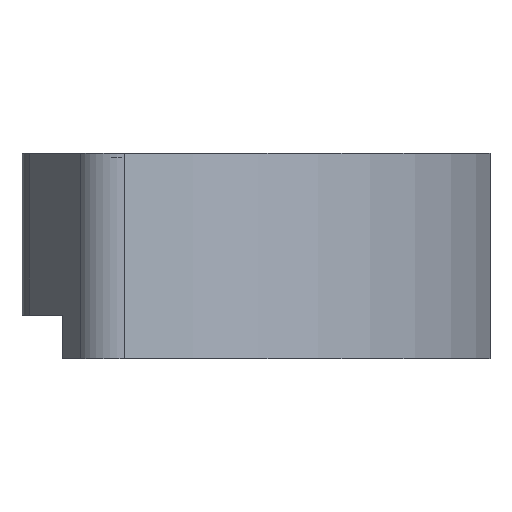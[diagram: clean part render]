
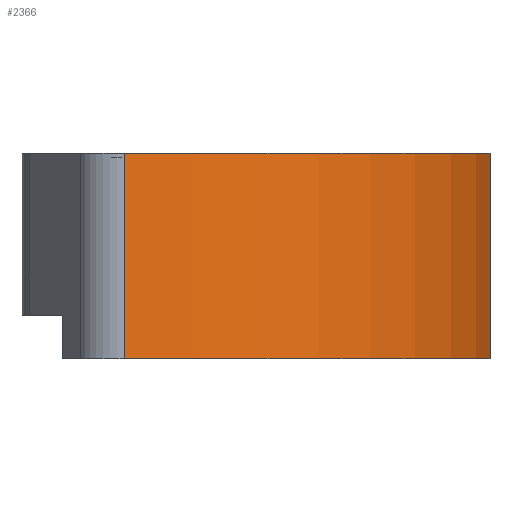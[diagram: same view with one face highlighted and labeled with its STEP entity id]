
A CAD part, front view. The second image highlights one B-rep face of the part: STEP entity #2366.
In plain terms, the highlighted cylindrical face has radius 201.85 mm (diameter 403.701 mm), a partial arc.
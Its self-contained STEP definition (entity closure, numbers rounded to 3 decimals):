
#854=CARTESIAN_POINT('POINT81',(-7.555,
   -384.542,1.969));
#855=VERTEX_POINT('VERTEX81',#854);
#863=CARTESIAN_POINT('POINT82',(157.999,
   -210.505,1.969));
#864=VERTEX_POINT('VERTEX82',#863);
#865=CARTESIAN_POINT('POS91',(-42.323,
   -185.709,1.969));
#866=DIRECTION('DIR144',(0.,0.,1.));
#867=DIRECTION('DIR145',(0.725,-0.689,
   0.));
#868=AXIS2_PLACEMENT_3D('AXIS54',#865,#866,#867);
#869=CIRCLE('ELLIPSE32',#868,201.85);
#870=EDGE_CURVE('EDGE95',#855,#864,#869,.T.);
#2317=CARTESIAN_POINT('POINT210',(-7.555,
   -384.542,-90.984));
#2318=VERTEX_POINT('VERTEX210',#2317);
#2319=CARTESIAN_POINT('POS230',(-7.555,
   -384.542,0.));
#2320=DIRECTION('DIR364',(0.,0.,1.));
#2321=VECTOR('VEC96',#2320,1.);
#2322=LINE('STRAIGHT96',#2319,#2321);
#2323=EDGE_CURVE('EDGE260',#2318,#855,#2322,.T.);
#2342=ORIENTED_EDGE('COEDGE368',*,*,#2323,.F.);
#2343=CARTESIAN_POINT('POINT211',(157.999,
   -210.505,-90.984));
#2344=VERTEX_POINT('VERTEX211',#2343);
#2345=CARTESIAN_POINT('POS233',(-42.323,
   -185.709,-90.984));
#2346=DIRECTION('DIR369',(0.,0.,1.));
#2347=DIRECTION('DIR370',(0.725,-0.689,
   0.));
#2348=AXIS2_PLACEMENT_3D('AXIS137',#2345,#2346,#2347);
#2349=CIRCLE('ELLIPSE80',#2348,201.85);
#2350=EDGE_CURVE('EDGE262',#2318,#2344,#2349,.T.);
#2351=ORIENTED_EDGE('COEDGE369',*,*,#2350,.T.);
#2352=CARTESIAN_POINT('POS234',(157.999,
   -210.505,0.));
#2353=DIRECTION('DIR371',(0.,0.,1.));
#2354=VECTOR('VEC97',#2353,1.);
#2355=LINE('STRAIGHT97',#2352,#2354);
#2356=EDGE_CURVE('EDGE263',#2344,#864,#2355,.T.);
#2357=ORIENTED_EDGE('COEDGE370',*,*,#2356,.T.);
#2358=ORIENTED_EDGE('COEDGE371',*,*,#870,.F.);
#2359=EDGE_LOOP('NONE',(#2342,#2351,#2357,#2358));
#2360=FACE_BOUND('LOOP1',#2359,.T.);
#2361=CARTESIAN_POINT('POS235',(-42.323,
   -185.709,-90.984));
#2362=DIRECTION('DIR372',(0.,0.,1.));
#2363=DIRECTION('DIR373',(1.,0.,0.));
#2364=AXIS2_PLACEMENT_3D('AXIS138',#2361,#2362,#2363);
#2365=CYLINDRICAL_SURFACE('CONE_SURF24',#2364,201.85);
#2366=ADVANCED_FACE('FACE70',(#2360),#2365,.T.);
